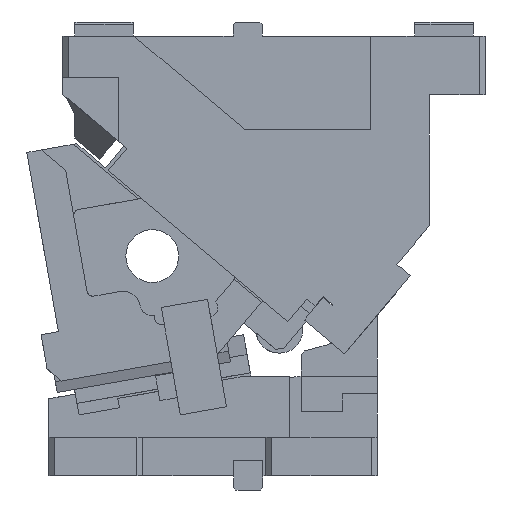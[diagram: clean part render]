
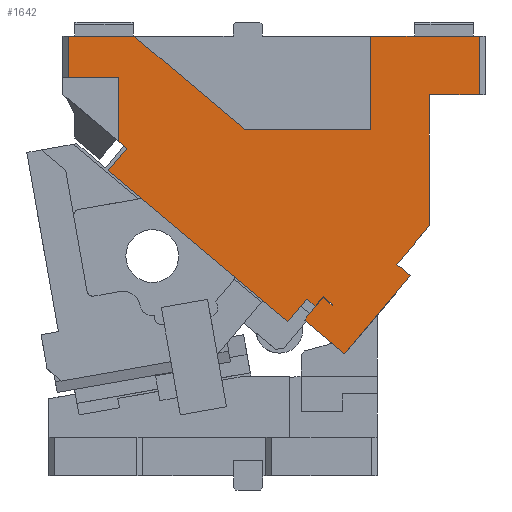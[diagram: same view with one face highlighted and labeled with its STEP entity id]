
A CAD part, left-side view. The second image highlights one B-rep face of the part: STEP entity #1642.
In plain terms, the highlighted planar face has unit normal (-1, 0, 0).
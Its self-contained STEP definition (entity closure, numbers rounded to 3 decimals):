
#822=CARTESIAN_POINT('Vertex',(-4.267,2016.069,-229.371)) ;
#825=CARTESIAN_POINT('Line Origine',(-4.267,2015.908,-229.18)) ;
#829=CARTESIAN_POINT('Vertex',(-4.267,2015.748,-228.988)) ;
#856=CARTESIAN_POINT('Line Origine',(-4.267,2019.769,-225.613)) ;
#860=CARTESIAN_POINT('Vertex',(-4.267,2023.791,-222.239)) ;
#880=CARTESIAN_POINT('Line Origine',(-4.267,2027.166,-226.26)) ;
#884=CARTESIAN_POINT('Vertex',(-4.267,2030.54,-230.282)) ;
#904=CARTESIAN_POINT('Line Origine',(-4.267,2034.179,-227.229)) ;
#908=CARTESIAN_POINT('Vertex',(-4.267,2037.818,-224.176)) ;
#928=CARTESIAN_POINT('Line Origine',(-4.267,2045.853,-233.751)) ;
#932=CARTESIAN_POINT('Vertex',(-4.267,2053.887,-243.327)) ;
#988=CARTESIAN_POINT('Vertex',(-4.267,2207.096,-114.769)) ;
#991=CARTESIAN_POINT('Line Origine',(-4.267,2199.061,-105.194)) ;
#995=CARTESIAN_POINT('Vertex',(-4.267,2191.027,-95.618)) ;
#1266=CARTESIAN_POINT('Line Origine',(-4.267,2194.569,-92.646)) ;
#1270=CARTESIAN_POINT('Vertex',(-4.267,2198.111,-89.674)) ;
#1354=CARTESIAN_POINT('Line Origine',(-4.267,1955.15,-199.553)) ;
#1358=CARTESIAN_POINT('Vertex',(-4.267,1949.405,-204.374)) ;
#1360=CARTESIAN_POINT('Vertex',(-4.267,1960.895,-194.732)) ;
#1489=CARTESIAN_POINT('Vertex',(-4.267,2023.729,-222.943)) ;
#1492=CARTESIAN_POINT('Line Origine',(-4.267,2019.899,-226.157)) ;
#1504=CARTESIAN_POINT('Axis2P3D Location',(-4.267,2072.03,-76.944)) ;
#1509=CARTESIAN_POINT('Line Origine',(-4.267,2198.111,-62.337)) ;
#1513=CARTESIAN_POINT('Vertex',(-4.267,2198.111,-35.)) ;
#1516=CARTESIAN_POINT('Line Origine',(-4.267,2130.492,-179.048)) ;
#1521=CARTESIAN_POINT('Line Origine',(-4.267,2031.764,-232.519)) ;
#1525=CARTESIAN_POINT('Vertex',(-4.267,2039.799,-242.094)) ;
#1528=CARTESIAN_POINT('Line Origine',(-4.267,2022.563,-256.557)) ;
#1532=CARTESIAN_POINT('Vertex',(-4.267,2005.327,-271.02)) ;
#1535=CARTESIAN_POINT('Line Origine',(-4.267,1977.366,-237.697)) ;
#1540=CARTESIAN_POINT('Line Origine',(-4.267,1947.003,-178.176)) ;
#1544=CARTESIAN_POINT('Vertex',(-4.267,1933.111,-161.62)) ;
#1547=CARTESIAN_POINT('Line Origine',(-4.267,1933.111,-105.81)) ;
#1551=CARTESIAN_POINT('Vertex',(-4.267,1933.111,-50.)) ;
#1554=CARTESIAN_POINT('Line Origine',(-4.267,1911.861,-50.)) ;
#1558=CARTESIAN_POINT('Vertex',(-4.267,1890.611,-50.)) ;
#1561=CARTESIAN_POINT('Line Origine',(-4.267,1890.611,-25.)) ;
#1565=CARTESIAN_POINT('Vertex',(-4.267,1890.611,0.)) ;
#1568=CARTESIAN_POINT('Line Origine',(-4.267,1936.861,0.)) ;
#1572=CARTESIAN_POINT('Vertex',(-4.267,1983.111,0.)) ;
#1575=CARTESIAN_POINT('Line Origine',(-4.267,1983.111,-40.)) ;
#1579=CARTESIAN_POINT('Vertex',(-4.267,1983.111,-80.)) ;
#1582=CARTESIAN_POINT('Line Origine',(-4.267,2036.48,-80.)) ;
#1586=CARTESIAN_POINT('Vertex',(-4.267,2089.849,-80.)) ;
#1589=CARTESIAN_POINT('Line Origine',(-4.267,2137.519,-40.)) ;
#1593=CARTESIAN_POINT('Vertex',(-4.267,2185.189,0.)) ;
#1596=CARTESIAN_POINT('Line Origine',(-4.267,2212.9,0.)) ;
#1600=CARTESIAN_POINT('Vertex',(-4.267,2240.611,0.)) ;
#1603=CARTESIAN_POINT('Line Origine',(-4.267,2240.611,-17.5)) ;
#1607=CARTESIAN_POINT('Vertex',(-4.267,2240.611,-35.)) ;
#1610=CARTESIAN_POINT('Line Origine',(-4.267,2219.361,-35.)) ;
#826=DIRECTION('Vector Direction',(0.,0.643,-0.766)) ;
#857=DIRECTION('Vector Direction',(0.,-0.766,-0.643)) ;
#881=DIRECTION('Vector Direction',(0.,-0.643,0.766)) ;
#905=DIRECTION('Vector Direction',(0.,0.766,0.643)) ;
#929=DIRECTION('Vector Direction',(0.,-0.643,0.766)) ;
#992=DIRECTION('Vector Direction',(0.,-0.643,0.766)) ;
#1267=DIRECTION('Vector Direction',(0.,-0.766,-0.643)) ;
#1355=DIRECTION('Vector Direction',(0.,0.766,0.643)) ;
#1493=DIRECTION('Vector Direction',(0.,-0.766,-0.643)) ;
#1505=DIRECTION('Axis2P3D Direction',(1.,0.,0.)) ;
#1506=DIRECTION('Axis2P3D XDirection',(0.,1.,0.)) ;
#1510=DIRECTION('Vector Direction',(0.,0.,-1.)) ;
#1517=DIRECTION('Vector Direction',(0.,-0.766,-0.643)) ;
#1522=DIRECTION('Vector Direction',(0.,-0.643,0.766)) ;
#1529=DIRECTION('Vector Direction',(0.,-0.766,-0.643)) ;
#1536=DIRECTION('Vector Direction',(0.,-0.643,0.766)) ;
#1541=DIRECTION('Vector Direction',(0.,-0.643,0.766)) ;
#1548=DIRECTION('Vector Direction',(0.,0.,-1.)) ;
#1555=DIRECTION('Vector Direction',(0.,1.,0.)) ;
#1562=DIRECTION('Vector Direction',(0.,0.,-1.)) ;
#1569=DIRECTION('Vector Direction',(0.,-1.,0.)) ;
#1576=DIRECTION('Vector Direction',(0.,0.,-1.)) ;
#1583=DIRECTION('Vector Direction',(0.,1.,0.)) ;
#1590=DIRECTION('Vector Direction',(0.,0.766,0.643)) ;
#1597=DIRECTION('Vector Direction',(0.,1.,0.)) ;
#1604=DIRECTION('Vector Direction',(0.,0.,1.)) ;
#1611=DIRECTION('Vector Direction',(0.,-1.,0.)) ;
#1507=AXIS2_PLACEMENT_3D('Plane Axis2P3D',#1504,#1505,#1506) ;
#1616=ORIENTED_EDGE('',*,*,#1515,.T.) ;
#1617=ORIENTED_EDGE('',*,*,#1272,.T.) ;
#1618=ORIENTED_EDGE('',*,*,#997,.F.) ;
#1619=ORIENTED_EDGE('',*,*,#1520,.T.) ;
#1620=ORIENTED_EDGE('',*,*,#934,.T.) ;
#1621=ORIENTED_EDGE('',*,*,#910,.F.) ;
#1622=ORIENTED_EDGE('',*,*,#886,.T.) ;
#1623=ORIENTED_EDGE('',*,*,#862,.T.) ;
#1624=ORIENTED_EDGE('',*,*,#831,.T.) ;
#1625=ORIENTED_EDGE('',*,*,#1496,.F.) ;
#1626=ORIENTED_EDGE('',*,*,#1527,.F.) ;
#1627=ORIENTED_EDGE('',*,*,#1534,.T.) ;
#1628=ORIENTED_EDGE('',*,*,#1539,.T.) ;
#1629=ORIENTED_EDGE('',*,*,#1362,.T.) ;
#1630=ORIENTED_EDGE('',*,*,#1546,.T.) ;
#1631=ORIENTED_EDGE('',*,*,#1553,.F.) ;
#1632=ORIENTED_EDGE('',*,*,#1560,.F.) ;
#1633=ORIENTED_EDGE('',*,*,#1567,.F.) ;
#1634=ORIENTED_EDGE('',*,*,#1574,.F.) ;
#1635=ORIENTED_EDGE('',*,*,#1581,.T.) ;
#1636=ORIENTED_EDGE('',*,*,#1588,.T.) ;
#1637=ORIENTED_EDGE('',*,*,#1595,.T.) ;
#1638=ORIENTED_EDGE('',*,*,#1602,.T.) ;
#1639=ORIENTED_EDGE('',*,*,#1609,.F.) ;
#1640=ORIENTED_EDGE('',*,*,#1614,.T.) ;
#827=VECTOR('Line Direction',#826,1.) ;
#858=VECTOR('Line Direction',#857,1.) ;
#882=VECTOR('Line Direction',#881,1.) ;
#906=VECTOR('Line Direction',#905,1.) ;
#930=VECTOR('Line Direction',#929,1.) ;
#993=VECTOR('Line Direction',#992,1.) ;
#1268=VECTOR('Line Direction',#1267,1.) ;
#1356=VECTOR('Line Direction',#1355,1.) ;
#1494=VECTOR('Line Direction',#1493,1.) ;
#1511=VECTOR('Line Direction',#1510,1.) ;
#1518=VECTOR('Line Direction',#1517,1.) ;
#1523=VECTOR('Line Direction',#1522,1.) ;
#1530=VECTOR('Line Direction',#1529,1.) ;
#1537=VECTOR('Line Direction',#1536,1.) ;
#1542=VECTOR('Line Direction',#1541,1.) ;
#1549=VECTOR('Line Direction',#1548,1.) ;
#1556=VECTOR('Line Direction',#1555,1.) ;
#1563=VECTOR('Line Direction',#1562,1.) ;
#1570=VECTOR('Line Direction',#1569,1.) ;
#1577=VECTOR('Line Direction',#1576,1.) ;
#1584=VECTOR('Line Direction',#1583,1.) ;
#1591=VECTOR('Line Direction',#1590,1.) ;
#1598=VECTOR('Line Direction',#1597,1.) ;
#1605=VECTOR('Line Direction',#1604,1.) ;
#1612=VECTOR('Line Direction',#1611,1.) ;
#1642=ADVANCED_FACE('CAM HOLDER',(#1641),#1508,.F.) ;
#831=EDGE_CURVE('',#830,#823,#828,.T.) ;
#862=EDGE_CURVE('',#861,#830,#859,.T.) ;
#886=EDGE_CURVE('',#885,#861,#883,.T.) ;
#910=EDGE_CURVE('',#885,#909,#907,.T.) ;
#934=EDGE_CURVE('',#933,#909,#931,.T.) ;
#997=EDGE_CURVE('',#989,#996,#994,.T.) ;
#1272=EDGE_CURVE('',#1271,#996,#1269,.T.) ;
#1362=EDGE_CURVE('',#1359,#1361,#1357,.T.) ;
#1496=EDGE_CURVE('',#1490,#823,#1495,.T.) ;
#1515=EDGE_CURVE('',#1514,#1271,#1512,.T.) ;
#1520=EDGE_CURVE('',#989,#933,#1519,.T.) ;
#1527=EDGE_CURVE('',#1526,#1490,#1524,.T.) ;
#1534=EDGE_CURVE('',#1526,#1533,#1531,.T.) ;
#1539=EDGE_CURVE('',#1533,#1359,#1538,.T.) ;
#1546=EDGE_CURVE('',#1361,#1545,#1543,.T.) ;
#1553=EDGE_CURVE('',#1552,#1545,#1550,.T.) ;
#1560=EDGE_CURVE('',#1559,#1552,#1557,.T.) ;
#1567=EDGE_CURVE('',#1566,#1559,#1564,.T.) ;
#1574=EDGE_CURVE('',#1573,#1566,#1571,.T.) ;
#1581=EDGE_CURVE('',#1573,#1580,#1578,.T.) ;
#1588=EDGE_CURVE('',#1580,#1587,#1585,.T.) ;
#1595=EDGE_CURVE('',#1587,#1594,#1592,.T.) ;
#1602=EDGE_CURVE('',#1594,#1601,#1599,.T.) ;
#1609=EDGE_CURVE('',#1608,#1601,#1606,.T.) ;
#1614=EDGE_CURVE('',#1608,#1514,#1613,.T.) ;
#1615=EDGE_LOOP('',(#1616,#1617,#1618,#1619,#1620,#1621,#1622,#1623,#1624,#1625,#1626,#1627,#1628,#1629,#1630,#1631,#1632,#1633,#1634,#1635,#1636,#1637,#1638,#1639,#1640)) ;
#1641=FACE_OUTER_BOUND('',#1615,.T.) ;
#828=LINE('Line',#825,#827) ;
#859=LINE('Line',#856,#858) ;
#883=LINE('Line',#880,#882) ;
#907=LINE('Line',#904,#906) ;
#931=LINE('Line',#928,#930) ;
#994=LINE('Line',#991,#993) ;
#1269=LINE('Line',#1266,#1268) ;
#1357=LINE('Line',#1354,#1356) ;
#1495=LINE('Line',#1492,#1494) ;
#1512=LINE('Line',#1509,#1511) ;
#1519=LINE('Line',#1516,#1518) ;
#1524=LINE('Line',#1521,#1523) ;
#1531=LINE('Line',#1528,#1530) ;
#1538=LINE('Line',#1535,#1537) ;
#1543=LINE('Line',#1540,#1542) ;
#1550=LINE('Line',#1547,#1549) ;
#1557=LINE('Line',#1554,#1556) ;
#1564=LINE('Line',#1561,#1563) ;
#1571=LINE('Line',#1568,#1570) ;
#1578=LINE('Line',#1575,#1577) ;
#1585=LINE('Line',#1582,#1584) ;
#1592=LINE('Line',#1589,#1591) ;
#1599=LINE('Line',#1596,#1598) ;
#1606=LINE('Line',#1603,#1605) ;
#1613=LINE('Line',#1610,#1612) ;
#1508=PLANE('Plane',#1507) ;
#823=VERTEX_POINT('',#822) ;
#830=VERTEX_POINT('',#829) ;
#861=VERTEX_POINT('',#860) ;
#885=VERTEX_POINT('',#884) ;
#909=VERTEX_POINT('',#908) ;
#933=VERTEX_POINT('',#932) ;
#989=VERTEX_POINT('',#988) ;
#996=VERTEX_POINT('',#995) ;
#1271=VERTEX_POINT('',#1270) ;
#1359=VERTEX_POINT('',#1358) ;
#1361=VERTEX_POINT('',#1360) ;
#1490=VERTEX_POINT('',#1489) ;
#1514=VERTEX_POINT('',#1513) ;
#1526=VERTEX_POINT('',#1525) ;
#1533=VERTEX_POINT('',#1532) ;
#1545=VERTEX_POINT('',#1544) ;
#1552=VERTEX_POINT('',#1551) ;
#1559=VERTEX_POINT('',#1558) ;
#1566=VERTEX_POINT('',#1565) ;
#1573=VERTEX_POINT('',#1572) ;
#1580=VERTEX_POINT('',#1579) ;
#1587=VERTEX_POINT('',#1586) ;
#1594=VERTEX_POINT('',#1593) ;
#1601=VERTEX_POINT('',#1600) ;
#1608=VERTEX_POINT('',#1607) ;
